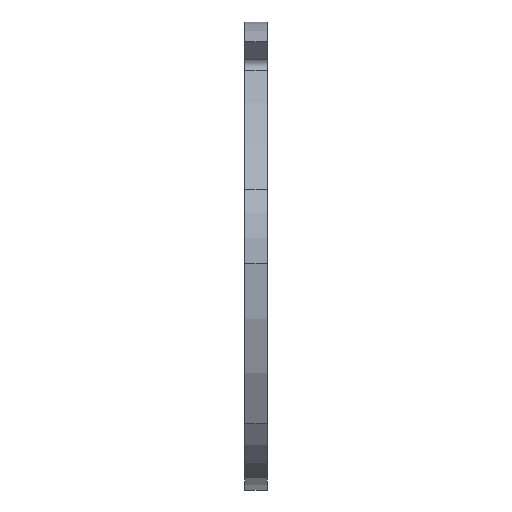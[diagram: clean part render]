
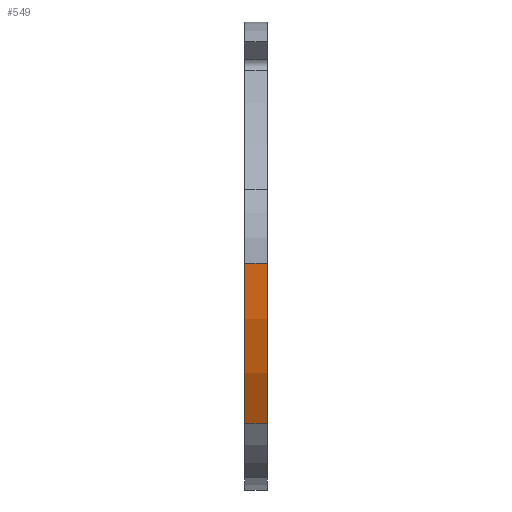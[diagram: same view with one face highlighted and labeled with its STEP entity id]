
A CAD part, front view. The second image highlights one B-rep face of the part: STEP entity #549.
In plain terms, the highlighted cylindrical face has radius 90 mm (diameter 180 mm), a partial arc.
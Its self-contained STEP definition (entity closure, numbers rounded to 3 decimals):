
#22 = DIRECTION ( 'NONE',  ( -1., 0., 0. ) ) ;
#41 = EDGE_CURVE ( 'NONE', #1528, #133, #379, .T. ) ;
#97 = DIRECTION ( 'NONE',  ( 0., 0.866, -0.5 ) ) ;
#102 = DIRECTION ( 'NONE',  ( 1., 0., 0. ) ) ;
#133 = VERTEX_POINT ( 'NONE', #430 ) ;
#197 = CARTESIAN_POINT ( 'NONE',  ( -3., -46.848, -45.288 ) ) ;
#218 = DIRECTION ( 'NONE',  ( 0., 0.866, -0.5 ) ) ;
#227 = AXIS2_PLACEMENT_3D ( 'NONE', #1500, #754, #496 ) ;
#352 = EDGE_CURVE ( 'NONE', #1528, #1550, #557, .T. ) ;
#369 = CIRCLE ( 'NONE', #542, 90. ) ;
#374 = EDGE_CURVE ( 'NONE', #133, #1290, #369, .T. ) ;
#379 = LINE ( 'NONE', #1130, #765 ) ;
#418 = CYLINDRICAL_SURFACE ( 'NONE', #227, 90. ) ;
#430 = CARTESIAN_POINT ( 'NONE',  ( -3., -58.983, -1.897 ) ) ;
#459 = FACE_OUTER_BOUND ( 'NONE', #849, .T. ) ;
#496 = DIRECTION ( 'NONE',  ( 0., 0., -1. ) ) ;
#504 = ORIENTED_EDGE ( 'NONE', *, *, #352, .F. ) ;
#542 = AXIS2_PLACEMENT_3D ( 'NONE', #1593, #1205, #218 ) ;
#549 = ADVANCED_FACE ( 'NONE', ( #459 ), #418, .T. ) ;
#550 = DIRECTION ( 'NONE',  ( 1., 0., 0. ) ) ;
#557 = CIRCLE ( 'NONE', #1320, 90. ) ;
#567 = ORIENTED_EDGE ( 'NONE', *, *, #1284, .T. ) ;
#754 = DIRECTION ( 'NONE',  ( 1., 0., 0. ) ) ;
#765 = VECTOR ( 'NONE', #22, 1000. ) ;
#849 = EDGE_LOOP ( 'NONE', ( #504, #1195, #1333, #567 ) ) ;
#1037 = CARTESIAN_POINT ( 'NONE',  ( -3., -46.848, -45.288 ) ) ;
#1106 = VECTOR ( 'NONE', #550, 1000. ) ;
#1130 = CARTESIAN_POINT ( 'NONE',  ( 0., -58.983, -1.897 ) ) ;
#1195 = ORIENTED_EDGE ( 'NONE', *, *, #41, .T. ) ;
#1205 = DIRECTION ( 'NONE',  ( 1., 0., 0. ) ) ;
#1270 = CARTESIAN_POINT ( 'NONE',  ( 3., -46.848, -45.288 ) ) ;
#1284 = EDGE_CURVE ( 'NONE', #1290, #1550, #1325, .T. ) ;
#1290 = VERTEX_POINT ( 'NONE', #197 ) ;
#1320 = AXIS2_PLACEMENT_3D ( 'NONE', #1355, #102, #97 ) ;
#1325 = LINE ( 'NONE', #1037, #1106 ) ;
#1333 = ORIENTED_EDGE ( 'NONE', *, *, #374, .T. ) ;
#1355 = CARTESIAN_POINT ( 'NONE',  ( 3., 31., -0.125 ) ) ;
#1369 = CARTESIAN_POINT ( 'NONE',  ( 3., -58.983, -1.897 ) ) ;
#1500 = CARTESIAN_POINT ( 'NONE',  ( -3., 31., -0.125 ) ) ;
#1528 = VERTEX_POINT ( 'NONE', #1369 ) ;
#1550 = VERTEX_POINT ( 'NONE', #1270 ) ;
#1593 = CARTESIAN_POINT ( 'NONE',  ( -3., 31., -0.125 ) ) ;
